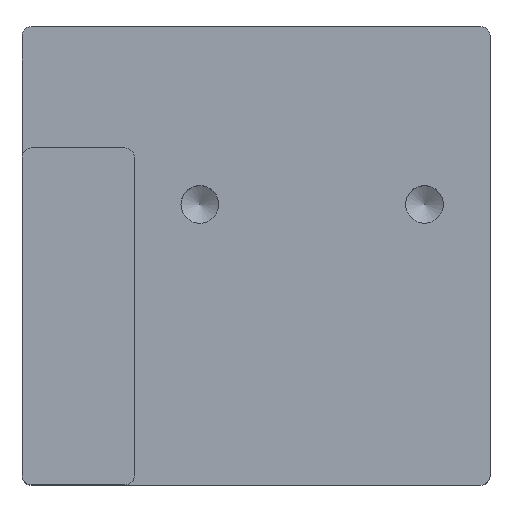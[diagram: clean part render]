
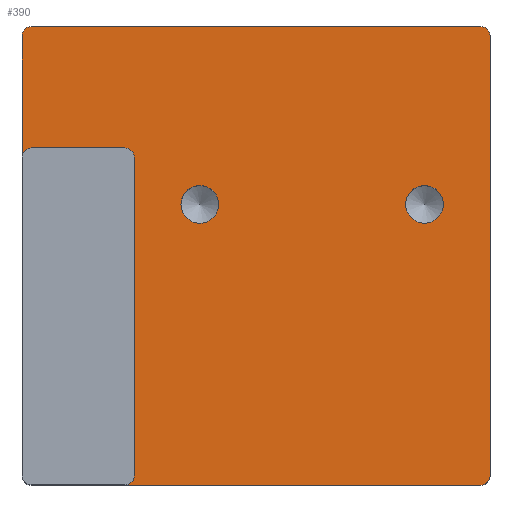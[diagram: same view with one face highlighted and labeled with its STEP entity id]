
A CAD part, top view. The second image highlights one B-rep face of the part: STEP entity #390.
In plain terms, the highlighted planar face has unit normal (0, 0, 1).
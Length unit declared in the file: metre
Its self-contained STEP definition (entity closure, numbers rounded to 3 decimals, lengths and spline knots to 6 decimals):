
#12=LINE('',#613,#40);
#13=LINE('',#617,#41);
#14=LINE('',#621,#42);
#15=LINE('',#625,#43);
#16=LINE('',#629,#44);
#17=LINE('',#633,#45);
#40=VECTOR('',#489,1.);
#41=VECTOR('',#492,1.);
#42=VECTOR('',#495,1.);
#43=VECTOR('',#498,1.);
#44=VECTOR('',#501,1.);
#45=VECTOR('',#504,1.);
#68=PLANE('',#429);
#93=ORIENTED_EDGE('',*,*,#195,.T.);
#94=ORIENTED_EDGE('',*,*,#196,.T.);
#95=ORIENTED_EDGE('',*,*,#197,.F.);
#96=ORIENTED_EDGE('',*,*,#198,.T.);
#97=ORIENTED_EDGE('',*,*,#199,.F.);
#98=ORIENTED_EDGE('',*,*,#200,.T.);
#99=ORIENTED_EDGE('',*,*,#201,.F.);
#100=ORIENTED_EDGE('',*,*,#202,.T.);
#101=ORIENTED_EDGE('',*,*,#203,.F.);
#102=ORIENTED_EDGE('',*,*,#204,.T.);
#103=ORIENTED_EDGE('',*,*,#205,.F.);
#104=ORIENTED_EDGE('',*,*,#206,.T.);
#105=ORIENTED_EDGE('',*,*,#207,.F.);
#106=ORIENTED_EDGE('',*,*,#208,.T.);
#195=EDGE_CURVE('',#308,#308,#247,.T.);
#196=EDGE_CURVE('',#309,#309,#248,.T.);
#197=EDGE_CURVE('',#310,#311,#249,.T.);
#198=EDGE_CURVE('',#310,#312,#12,.T.);
#199=EDGE_CURVE('',#313,#312,#250,.T.);
#200=EDGE_CURVE('',#313,#314,#13,.T.);
#201=EDGE_CURVE('',#315,#314,#251,.T.);
#202=EDGE_CURVE('',#315,#316,#14,.T.);
#203=EDGE_CURVE('',#317,#316,#252,.T.);
#204=EDGE_CURVE('',#317,#318,#15,.T.);
#205=EDGE_CURVE('',#319,#318,#253,.T.);
#206=EDGE_CURVE('',#319,#320,#16,.T.);
#207=EDGE_CURVE('',#321,#320,#254,.T.);
#208=EDGE_CURVE('',#321,#311,#17,.T.);
#247=CIRCLE('',#428,0.001007);
#248=CIRCLE('',#430,0.001007);
#249=CIRCLE('',#431,0.0005);
#250=CIRCLE('',#432,0.0005);
#251=CIRCLE('',#433,0.0005);
#252=CIRCLE('',#434,0.0005);
#253=CIRCLE('',#435,0.0005);
#254=CIRCLE('',#436,0.0005);
#273=EDGE_LOOP('',(#93));
#274=EDGE_LOOP('',(#94));
#275=EDGE_LOOP('',(#95,#96,#97,#98,#99,#100,#101,#102,#103,#104,#105,#106));
#308=VERTEX_POINT('',#606);
#309=VERTEX_POINT('',#609);
#310=VERTEX_POINT('',#611);
#311=VERTEX_POINT('',#612);
#312=VERTEX_POINT('',#614);
#313=VERTEX_POINT('',#616);
#314=VERTEX_POINT('',#618);
#315=VERTEX_POINT('',#620);
#316=VERTEX_POINT('',#622);
#317=VERTEX_POINT('',#624);
#318=VERTEX_POINT('',#626);
#319=VERTEX_POINT('',#628);
#320=VERTEX_POINT('',#630);
#321=VERTEX_POINT('',#632);
#352=FACE_BOUND('',#273,.T.);
#353=FACE_BOUND('',#274,.T.);
#354=FACE_BOUND('',#275,.T.);
#390=ADVANCED_FACE('',(#352,#353,#354),#68,.T.);
#428=AXIS2_PLACEMENT_3D('',#605,#481,#482);
#429=AXIS2_PLACEMENT_3D('',#607,#483,#484);
#430=AXIS2_PLACEMENT_3D('',#608,#485,#486);
#431=AXIS2_PLACEMENT_3D('',#610,#487,#488);
#432=AXIS2_PLACEMENT_3D('',#615,#490,#491);
#433=AXIS2_PLACEMENT_3D('',#619,#493,#494);
#434=AXIS2_PLACEMENT_3D('',#623,#496,#497);
#435=AXIS2_PLACEMENT_3D('',#627,#499,#500);
#436=AXIS2_PLACEMENT_3D('',#631,#502,#503);
#481=DIRECTION('',(0.,0.,-1.));
#482=DIRECTION('',(1.,0.,0.));
#483=DIRECTION('',(0.,0.,1.));
#484=DIRECTION('',(1.,0.,0.));
#485=DIRECTION('',(0.,0.,-1.));
#486=DIRECTION('',(1.,0.,0.));
#487=DIRECTION('',(0.,0.,-1.));
#488=DIRECTION('',(-0.707,0.707,0.));
#489=DIRECTION('',(0.,-1.,0.));
#490=DIRECTION('',(0.,0.,1.));
#491=DIRECTION('',(-0.707,0.707,0.));
#492=DIRECTION('',(1.,0.,0.));
#493=DIRECTION('',(0.,0.,1.));
#494=DIRECTION('',(0.707,0.707,0.));
#495=DIRECTION('',(0.,-1.,0.));
#496=DIRECTION('',(0.,0.,1.));
#497=DIRECTION('',(0.707,-0.707,0.));
#498=DIRECTION('',(1.,0.,0.));
#499=DIRECTION('',(0.,0.,-1.));
#500=DIRECTION('',(0.707,-0.707,0.));
#501=DIRECTION('',(0.,1.,0.));
#502=DIRECTION('',(0.,0.,-1.));
#503=DIRECTION('',(0.707,0.707,0.));
#504=DIRECTION('',(-1.,0.,0.));
#605=CARTESIAN_POINT('',(0.009,0.00275,0.00845));
#606=CARTESIAN_POINT('',(0.010007,0.00275,0.00845));
#607=CARTESIAN_POINT('',(0.,0.,0.00845));
#608=CARTESIAN_POINT('',(-0.003,0.00275,0.00845));
#609=CARTESIAN_POINT('',(-0.001994,0.00275,0.00845));
#610=CARTESIAN_POINT('',(-0.012,0.01175,0.00845));
#611=CARTESIAN_POINT('',(-0.0125,0.01175,0.00845));
#612=CARTESIAN_POINT('',(-0.012,0.01225,0.00845));
#613=CARTESIAN_POINT('',(-0.0125,-0.01225,0.00845));
#614=CARTESIAN_POINT('',(-0.0125,0.00525,0.00845));
#615=CARTESIAN_POINT('',(-0.012,0.00525,0.00845));
#616=CARTESIAN_POINT('',(-0.012,0.00575,0.00845));
#617=CARTESIAN_POINT('',(-0.00625,0.00575,0.00845));
#618=CARTESIAN_POINT('',(-0.007,0.00575,0.00845));
#619=CARTESIAN_POINT('',(-0.007,0.00525,0.00845));
#620=CARTESIAN_POINT('',(-0.0065,0.00525,0.00845));
#621=CARTESIAN_POINT('',(-0.0065,-0.001625,0.00845));
#622=CARTESIAN_POINT('',(-0.0065,-0.01175,0.00845));
#623=CARTESIAN_POINT('',(-0.007,-0.01175,0.00845));
#624=CARTESIAN_POINT('',(-0.007,-0.01225,0.00845));
#625=CARTESIAN_POINT('',(0.0125,-0.01225,0.00845));
#626=CARTESIAN_POINT('',(0.012,-0.01225,0.00845));
#627=CARTESIAN_POINT('',(0.012,-0.01175,0.00845));
#628=CARTESIAN_POINT('',(0.0125,-0.01175,0.00845));
#629=CARTESIAN_POINT('',(0.0125,0.01225,0.00845));
#630=CARTESIAN_POINT('',(0.0125,0.01175,0.00845));
#631=CARTESIAN_POINT('',(0.012,0.01175,0.00845));
#632=CARTESIAN_POINT('',(0.012,0.01225,0.00845));
#633=CARTESIAN_POINT('',(-0.0125,0.01225,0.00845));
